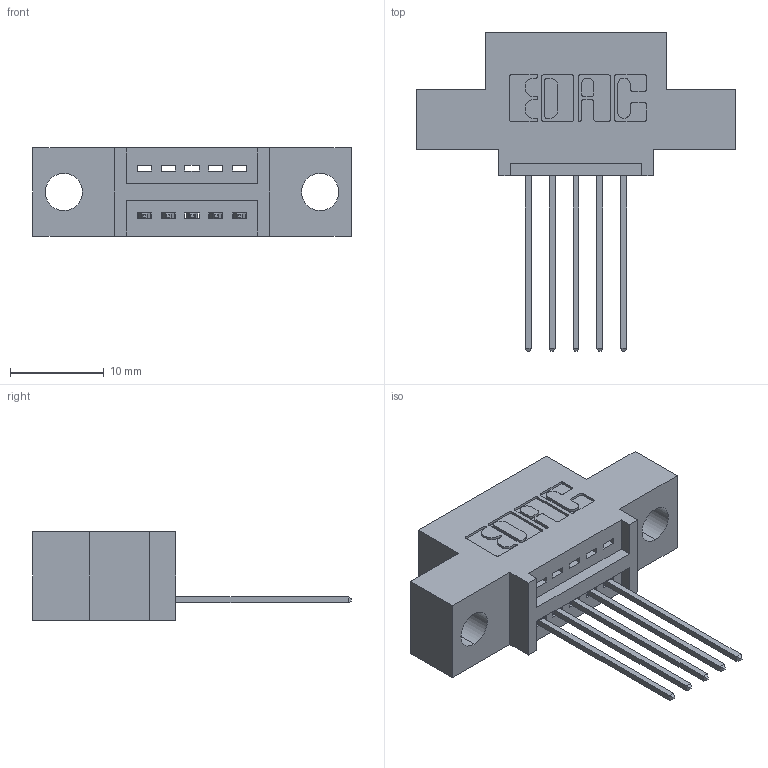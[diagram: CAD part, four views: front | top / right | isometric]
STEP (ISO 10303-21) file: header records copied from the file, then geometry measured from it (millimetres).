
FILE_DESCRIPTION (( 'STEP AP203' ), '1' );
FILE_NAME ('395-005-541-404.STEP', '2021-05-31T14:07:41', ( '' ), ( '' ), 'SwSTEP 2.0', 'SolidWorks 2020', '' );
FILE_SCHEMA (( 'CONFIG_CONTROL_DESIGN' ));
Length unit declared in the file: inch
Products named in the file (3): 345-292-001_345-293-141; 345 Part_0.110 Offset - 0.156 Dia-TI; 395-005-541-404
Assembly tree (6 placements, depth 2):
  395-005-541-404
    345 Part_0.110 Offset - 0.156 Dia-TI
    345-292-001_345-293-141  x5
Bounding box: 33.91 x 33.96 x 9.4 mm (x, y, z)
Volume: 2754.8 mm3; surface area: 3179.5 mm2
Topology: 6 solids, 6 shells, 434 faces, 1269 edges, 838 vertices
Faces by surface type: plane 298, cylinder 136
Entity records: 9313 total; most frequent: CARTESIAN_POINT 1625, ORIENTED_EDGE 1562, DIRECTION 1471, EDGE_CURVE 781, VECTOR 629, LINE 629, VERTEX_POINT 518, AXIS2_PLACEMENT_3D 421
